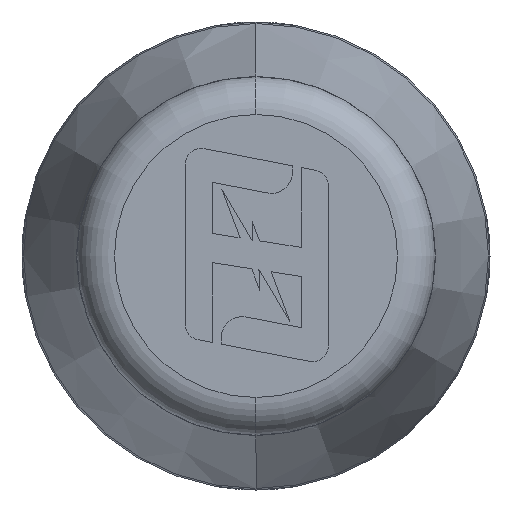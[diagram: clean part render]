
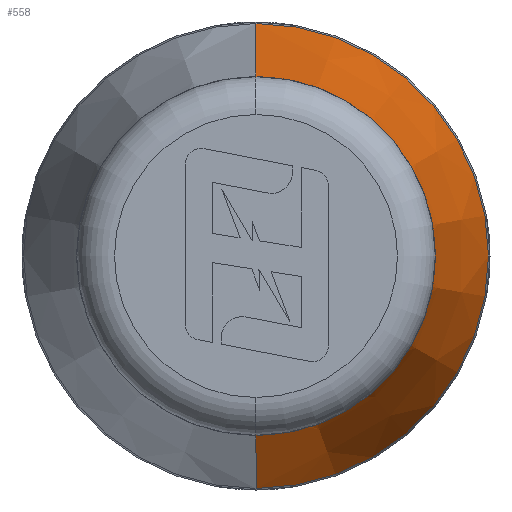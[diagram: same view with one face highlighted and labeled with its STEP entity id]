
A CAD part, left-side view. The second image highlights one B-rep face of the part: STEP entity #558.
In plain terms, the highlighted conical face has half-angle 14.744 degrees and reference radius 15.643 mm.
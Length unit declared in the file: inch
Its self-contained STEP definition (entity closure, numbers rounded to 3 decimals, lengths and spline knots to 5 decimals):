
#24 = VERTEX_POINT ( 'NONE', #1327 ) ;
#31 = VERTEX_POINT ( 'NONE', #1393 ) ;
#32 = VERTEX_POINT ( 'NONE', #1390 ) ;
#34 = VERTEX_POINT ( 'NONE', #1400 ) ;
#72 = EDGE_CURVE ( 'NONE', #31, #24, #1220, .T. ) ;
#473 = ORIENTED_EDGE ( 'NONE', *, *, #72, .F. ) ;
#500 = EDGE_LOOP ( 'NONE', ( #473, #600, #559, #556 ) ) ;
#556 = ORIENTED_EDGE ( 'NONE', *, *, #560, .T. ) ;
#558 = ADVANCED_FACE ( 'NONE', ( #2227 ), #2293, .T. ) ;
#559 = ORIENTED_EDGE ( 'NONE', *, *, #4016, .T. ) ;
#560 = EDGE_CURVE ( 'NONE', #32, #24, #2292, .T. ) ;
#599 = EDGE_CURVE ( 'NONE', #34, #31, #2406, .T. ) ;
#600 = ORIENTED_EDGE ( 'NONE', *, *, #599, .F. ) ;
#1219 = CARTESIAN_POINT ( 'NONE',  ( -1.39564, 0., 0.61588 ) ) ;
#1220 = LINE ( 'NONE', #1219, #1386 ) ;
#1327 = CARTESIAN_POINT ( 'NONE',  ( -1.39564, 0., 0.61588 ) ) ;
#1385 = DIRECTION ( 'NONE',  ( 0.967, 0., 0.254 ) ) ;
#1386 = VECTOR ( 'NONE', #1385, 39.37008 ) ;
#1390 = CARTESIAN_POINT ( 'NONE',  ( -1.39564, 0., -0.61588 ) ) ;
#1393 = CARTESIAN_POINT ( 'NONE',  ( -2.11691, 0., 0.42608 ) ) ;
#1400 = CARTESIAN_POINT ( 'NONE',  ( -2.11691, 0., -0.42608 ) ) ;
#2226 = AXIS2_PLACEMENT_3D ( 'NONE', #2287, #2275, #2274 ) ;
#2227 = FACE_OUTER_BOUND ( 'NONE', #500, .T. ) ;
#2274 = DIRECTION ( 'NONE',  ( 0., 0., 1. ) ) ;
#2275 = DIRECTION ( 'NONE',  ( -1., 0., 0. ) ) ;
#2278 = DIRECTION ( 'NONE',  ( 0., 0., -1. ) ) ;
#2281 = DIRECTION ( 'NONE',  ( 1., 0., 0. ) ) ;
#2282 = CARTESIAN_POINT ( 'NONE',  ( -1.39564, 0., 0. ) ) ;
#2287 = CARTESIAN_POINT ( 'NONE',  ( -1.39564, 0., 0. ) ) ;
#2291 = AXIS2_PLACEMENT_3D ( 'NONE', #2282, #2281, #2278 ) ;
#2292 = CIRCLE ( 'NONE', #2226, 0.61588 ) ;
#2293 = CONICAL_SURFACE ( 'NONE', #2291, 0.61588, 0.257 ) ;
#2301 = DIRECTION ( 'NONE',  ( 0., 0., 1. ) ) ;
#2302 = DIRECTION ( 'NONE',  ( -1., 0., 0. ) ) ;
#2303 = AXIS2_PLACEMENT_3D ( 'NONE', #2309, #2302, #2301 ) ;
#2309 = CARTESIAN_POINT ( 'NONE',  ( -2.11691, 0., 0. ) ) ;
#2406 = CIRCLE ( 'NONE', #2303, 0.42608 ) ;
#3494 = DIRECTION ( 'NONE',  ( 0.967, 0., -0.254 ) ) ;
#3495 = VECTOR ( 'NONE', #3494, 39.37008 ) ;
#3498 = CARTESIAN_POINT ( 'NONE',  ( -1.39564, 0., -0.61588 ) ) ;
#3506 = LINE ( 'NONE', #3498, #3495 ) ;
#4016 = EDGE_CURVE ( 'NONE', #34, #32, #3506, .T. ) ;
